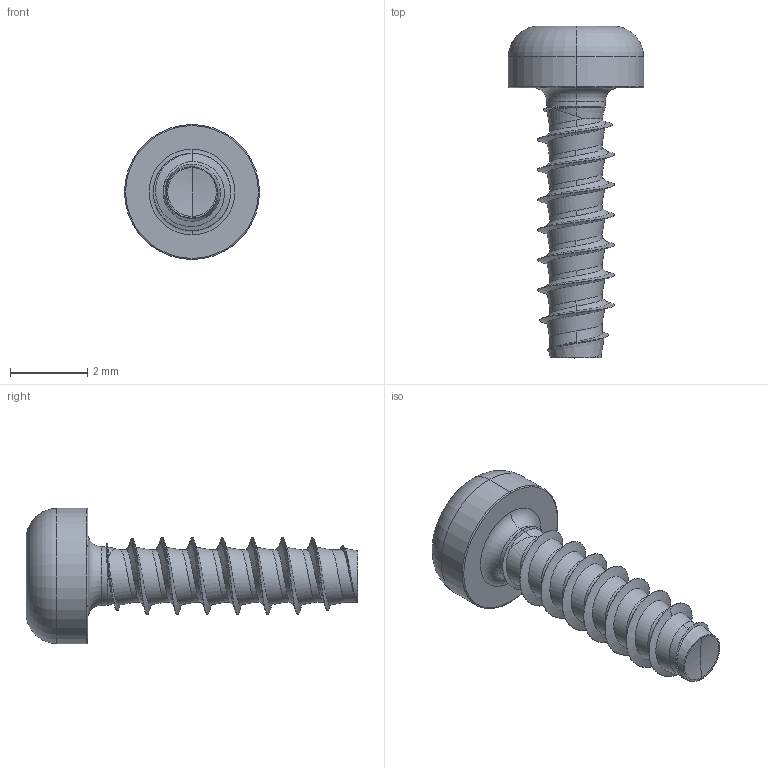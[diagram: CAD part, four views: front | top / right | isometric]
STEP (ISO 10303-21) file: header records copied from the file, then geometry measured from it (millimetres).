
FILE_DESCRIPTION (( 'STEP AP203' ), '1' );
FILE_NAME ('STP390200070.STEP', '2017-08-15T19:07:56', ( '' ), ( '' ), 'SwSTEP 2.0', 'SolidWorks 2015', '' );
FILE_SCHEMA (( 'CONFIG_CONTROL_DESIGN' ));
Length unit declared in the file: millimetre
Products named in the file (1): STP390200070
Bounding box: 3.5 x 8.6 x 3.5 mm (x, y, z)
Volume: 24.4 mm3; surface area: 85 mm2
Topology: 1 solids, 1 shells, 99 faces, 245 edges, 148 vertices
Faces by surface type: cylinder 41, bspline 35, cone 11, torus 6, sphere 4, plane 2
Entity records: 13380 total; most frequent: CARTESIAN_POINT 11331, ORIENTED_EDGE 486, DIRECTION 308, EDGE_CURVE 243, VERTEX_POINT 148, AXIS2_PLACEMENT_3D 126, B_SPLINE_CURVE_WITH_KNOTS 109, EDGE_LOOP 101
